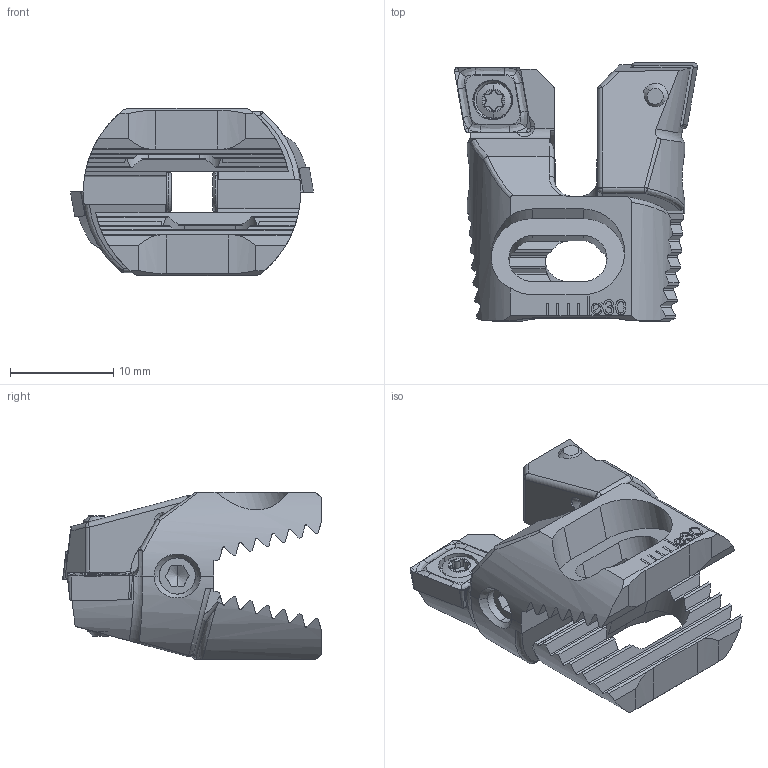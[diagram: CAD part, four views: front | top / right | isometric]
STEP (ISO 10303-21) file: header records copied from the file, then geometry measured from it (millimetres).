
FILE_DESCRIPTION (( 'STEP AP214' ), '1' );
FILE_NAME ('Z20-WCA.004.015.STEP', '2017-04-25T08:49:25', ( 'SWIAdmin' ), ( 'Hewlett-Packard Company' ), 'SwSTEP 2.0', 'SolidWorks 2015', '' );
FILE_SCHEMA (( 'AUTOMOTIVE_DESIGN' ));
Length unit declared in the file: millimetre
Products named in the file (6): Z20-ER3.001.007_A; Z20-xxx.001.015_D; CCMT060204; WCA-ER2.001.006_A; Z20-xxx.001.015_D_versetzt; Z20-WCA.004.015
Assembly tree (8 placements, depth 2):
  Z20-WCA.004.015
    Z20-xxx.001.015_D_versetzt
    WCA-ER2.001.006_A  x2
    CCMT060204  x2
    Z20-xxx.001.015_D
    Z20-ER3.001.007_A  x2
Bounding box: 23.5 x 24.95 x 16.2 mm (x, y, z)
Volume: 2944.3 mm3; surface area: 3407.5 mm2
Topology: 8 solids, 8 shells, 613 faces, 1617 edges, 1016 vertices
Faces by surface type: plane 262, cylinder 137, bspline 108, cone 68, torus 22, sphere 16
Entity records: 22525 total; most frequent: CARTESIAN_POINT 9378, ORIENTED_EDGE 2740, DIRECTION 1968, EDGE_CURVE 1370, VERTEX_POINT 877, LINE 668, VECTOR 668, AXIS2_PLACEMENT_3D 650
